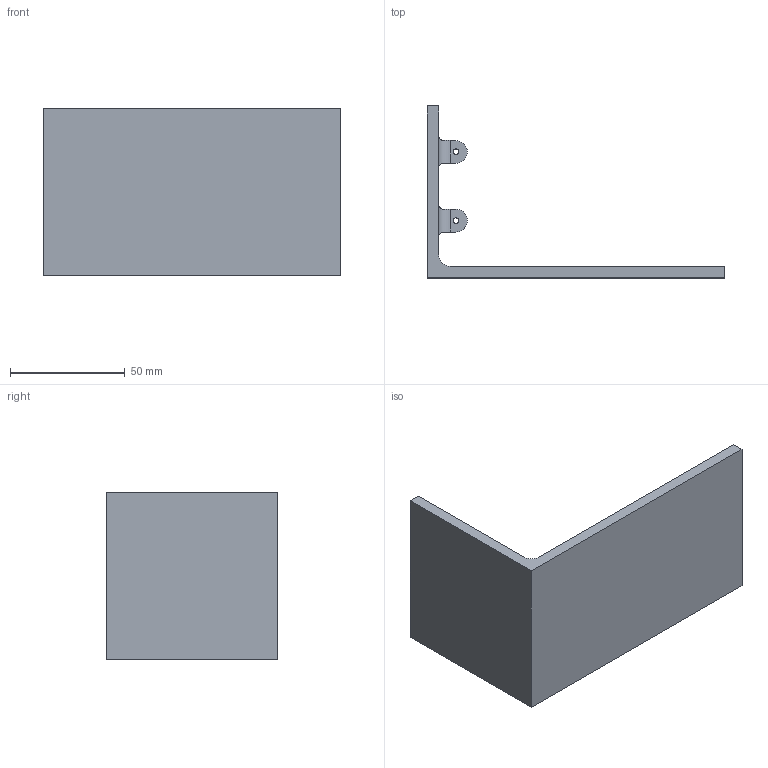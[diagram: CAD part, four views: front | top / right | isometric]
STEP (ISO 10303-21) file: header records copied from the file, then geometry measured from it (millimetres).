
FILE_DESCRIPTION (( 'STEP AP214' ), '1' );
FILE_NAME ('TR4basemat.STEP', '2022-05-31T14:20:57', ( '' ), ( '' ), 'SwSTEP 2.0', 'SolidWorks 2020', '' );
FILE_SCHEMA (( 'AUTOMOTIVE_DESIGN' ));
Length unit declared in the file: millimetre
Products named in the file (1): TR4basemat
Bounding box: 130 x 75 x 73 mm (x, y, z)
Volume: 74791.2 mm3; surface area: 32682.4 mm2
Topology: 1 solids, 1 shells, 39 faces, 95 edges, 62 vertices
Faces by surface type: cylinder 21, plane 18
Entity records: 1229 total; most frequent: CARTESIAN_POINT 257, DIRECTION 197, ORIENTED_EDGE 190, EDGE_CURVE 95, AXIS2_PLACEMENT_3D 70, VERTEX_POINT 62, VECTOR 57, LINE 57
